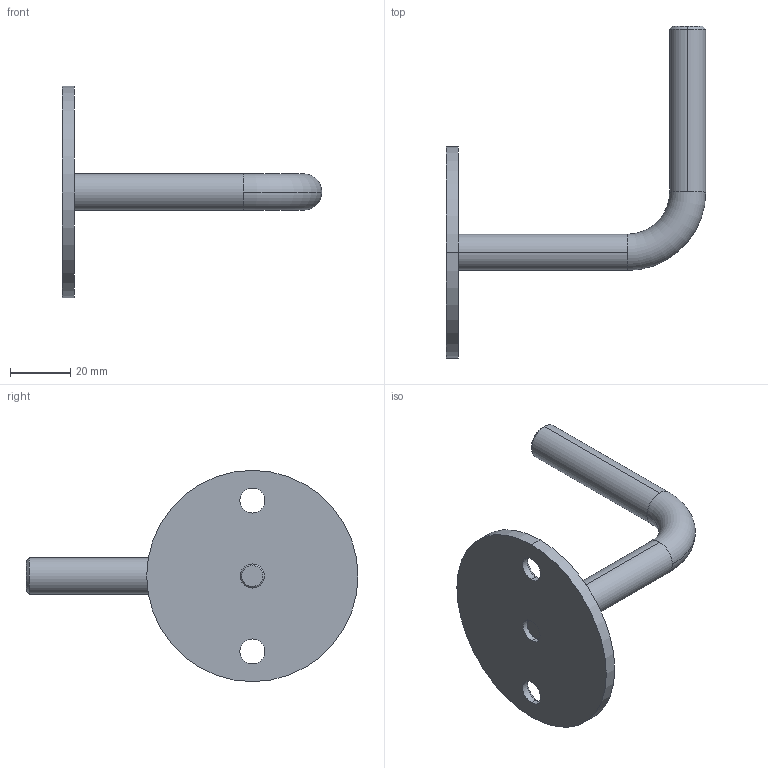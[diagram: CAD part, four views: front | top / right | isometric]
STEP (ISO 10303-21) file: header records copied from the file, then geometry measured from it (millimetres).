
FILE_DESCRIPTION (( 'STEP AP203' ), '1' );
FILE_NAME ('A_0118-270.STEP', '2019-05-22T06:24:05', ( '' ), ( '' ), 'SwSTEP 2.0', 'SolidWorks 2013', '' );
FILE_SCHEMA (( 'CONFIG_CONTROL_DESIGN' ));
Length unit declared in the file: millimetre
Products named in the file (3): A_0118-270 P2; A_0118-270; A_0118-270 P1
Assembly tree (2 placements, depth 2):
  A_0118-270
    A_0118-270 P1
    A_0118-270 P2
Bounding box: 86 x 110 x 70 mm (x, y, z)
Volume: 30853.7 mm3; surface area: 14138.9 mm2
Topology: 2 solids, 2 shells, 31 faces, 68 edges, 42 vertices
Faces by surface type: cylinder 14, cone 10, plane 5, torus 2
Entity records: 1183 total; most frequent: DIRECTION 184, CARTESIAN_POINT 146, ORIENTED_EDGE 136, AXIS2_PLACEMENT_3D 80, EDGE_CURVE 68, CIRCLE 44, VERTEX_POINT 42, EDGE_LOOP 38
